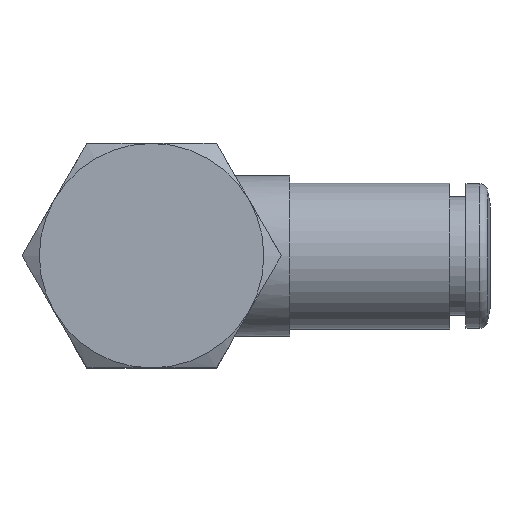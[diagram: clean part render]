
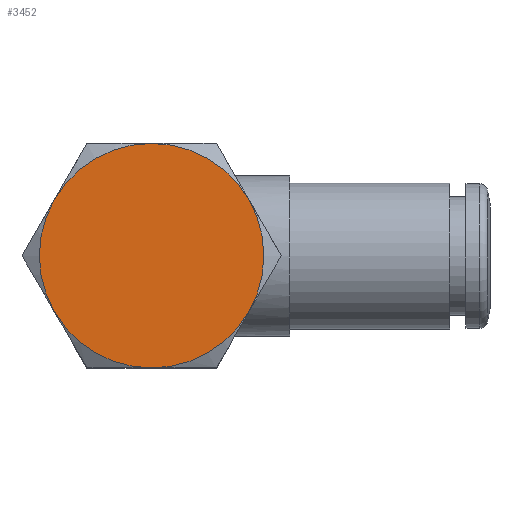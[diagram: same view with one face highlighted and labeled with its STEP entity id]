
A CAD part, top view. The second image highlights one B-rep face of the part: STEP entity #3452.
In plain terms, the highlighted face is planar.
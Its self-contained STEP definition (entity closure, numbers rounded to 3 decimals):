
#892=PLANE('',#3337);
#992=ORIENTED_EDGE('',*,*,#1229,.F.);
#993=ORIENTED_EDGE('',*,*,#1230,.F.);
#994=ORIENTED_EDGE('',*,*,#1231,.F.);
#995=ORIENTED_EDGE('',*,*,#1232,.F.);
#996=ORIENTED_EDGE('',*,*,#1228,.F.);
#997=ORIENTED_EDGE('',*,*,#1233,.F.);
#1089=CIRCLE('',#3336,7.);
#1090=CIRCLE('',#3338,7.);
#1091=CIRCLE('',#3339,7.);
#1092=CIRCLE('',#3340,7.);
#1093=CIRCLE('',#3341,7.);
#1094=CIRCLE('',#3342,7.);
#1146=VERTEX_POINT('',#1820);
#1149=VERTEX_POINT('',#1828);
#1151=VERTEX_POINT('',#1834);
#1153=VERTEX_POINT('',#1840);
#1155=VERTEX_POINT('',#1846);
#1156=VERTEX_POINT('',#1850);
#1228=EDGE_CURVE('',#1146,#1156,#1089,.T.);
#1229=EDGE_CURVE('',#1151,#1149,#1090,.T.);
#1230=EDGE_CURVE('',#1153,#1151,#1091,.T.);
#1231=EDGE_CURVE('',#1155,#1153,#1092,.T.);
#1232=EDGE_CURVE('',#1156,#1155,#1093,.T.);
#1233=EDGE_CURVE('',#1149,#1146,#1094,.T.);
#1304=EDGE_LOOP('',(#992,#993,#994,#995,#996,#997));
#1410=FACE_BOUND('',#1304,.T.);
#1602=DIRECTION('',(0.,-1.,0.));
#1603=DIRECTION('',(0.,0.,7.));
#1604=DIRECTION('',(0.,1.,0.));
#1605=DIRECTION('',(1.,0.,0.));
#1606=DIRECTION('',(0.,-1.,0.));
#1607=DIRECTION('',(0.,0.,7.));
#1608=DIRECTION('',(0.,-1.,0.));
#1609=DIRECTION('',(0.,0.,7.));
#1610=DIRECTION('',(0.,-1.,0.));
#1611=DIRECTION('',(0.,0.,7.));
#1612=DIRECTION('',(0.,-1.,0.));
#1613=DIRECTION('',(0.,0.,7.));
#1614=DIRECTION('',(0.,-1.,0.));
#1615=DIRECTION('',(0.,0.,7.));
#1820=CARTESIAN_POINT('',(0.353,32.557,3.5));
#1828=CARTESIAN_POINT('',(6.416,32.557,7.));
#1834=CARTESIAN_POINT('',(12.478,32.557,3.5));
#1840=CARTESIAN_POINT('',(12.478,32.557,-3.5));
#1846=CARTESIAN_POINT('',(6.416,32.557,-7.));
#1850=CARTESIAN_POINT('',(0.353,32.557,-3.5));
#1854=CARTESIAN_POINT('',(6.416,32.557,0.));
#1855=CARTESIAN_POINT('',(13.416,32.557,0.));
#1856=CARTESIAN_POINT('',(6.416,32.557,0.));
#1857=CARTESIAN_POINT('',(6.416,32.557,0.));
#1858=CARTESIAN_POINT('',(6.416,32.557,0.));
#1859=CARTESIAN_POINT('',(6.416,32.557,0.));
#1860=CARTESIAN_POINT('',(6.416,32.557,0.));
#3336=AXIS2_PLACEMENT_3D('',#1854,#1602,#1603);
#3337=AXIS2_PLACEMENT_3D('',#1855,#1604,#1605);
#3338=AXIS2_PLACEMENT_3D('',#1856,#1606,#1607);
#3339=AXIS2_PLACEMENT_3D('',#1857,#1608,#1609);
#3340=AXIS2_PLACEMENT_3D('',#1858,#1610,#1611);
#3341=AXIS2_PLACEMENT_3D('',#1859,#1612,#1613);
#3342=AXIS2_PLACEMENT_3D('',#1860,#1614,#1615);
#3452=ADVANCED_FACE('',(#1410),#892,.T.);
